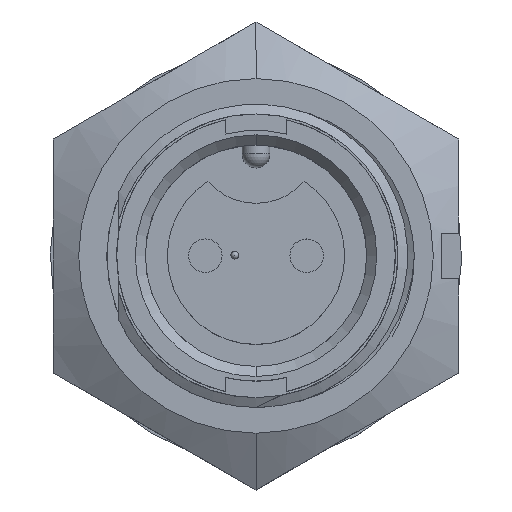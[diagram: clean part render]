
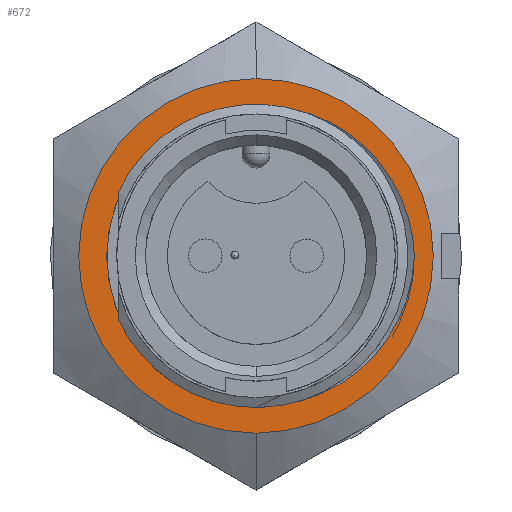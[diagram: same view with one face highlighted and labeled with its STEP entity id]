
A CAD part, top view. The second image highlights one B-rep face of the part: STEP entity #672.
In plain terms, the highlighted planar face has unit normal (0, 0, 1).
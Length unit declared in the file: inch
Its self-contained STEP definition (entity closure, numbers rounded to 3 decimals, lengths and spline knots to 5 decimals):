
#299 = EDGE_CURVE ( 'NONE', #2615, #3016, #702, .T. ) ;
#637 = EDGE_CURVE ( 'NONE', #3182, #3036, #3402, .T. ) ;
#672 = ADVANCED_FACE ( 'NONE', ( #11305, #11315 ), #7203, .F. ) ;
#676 = CIRCLE ( 'NONE', #11409, 0.35 ) ;
#702 = CIRCLE ( 'NONE', #11153, 0.35 ) ;
#738 = EDGE_CURVE ( 'NONE', #3182, #3207, #838, .T. ) ;
#779 = EDGE_CURVE ( 'NONE', #3016, #2615, #676, .T. ) ;
#838 = CIRCLE ( 'NONE', #11375, 0.2945 ) ;
#1006 = EDGE_CURVE ( 'NONE', #3036, #3207, #2189, .T. ) ;
#1428 = CARTESIAN_POINT ( 'NONE',  ( 0., 0., -0.29094 ) ) ;
#1676 = DIRECTION ( 'NONE',  ( 0., 0., -1. ) ) ;
#1725 = DIRECTION ( 'NONE',  ( 0., 1., 0. ) ) ;
#2189 = B_SPLINE_CURVE_WITH_KNOTS ( 'NONE', 3,
 ( #6570, #6566, #6565, #6567, #6564, #6562, #6561, #6563, #6559, #6558, #6560, #6556, #6555, #6557, #6553, #6552, #6554, #6550, #6549, #6551 ),
 .UNSPECIFIED., .F., .F.,
 ( 4, 2, 2, 2, 2, 2, 2, 2, 2, 4 ),
 ( 0., 0.00086, 0.00171, 0.00343, 0.00514, 0.00685, 0.00856, 0.01028, 0.01199, 0.0137 ),
 .UNSPECIFIED. ) ;
#2286 = EDGE_LOOP ( 'NONE', ( #3129, #3312, #2290 ) ) ;
#2290 = ORIENTED_EDGE ( 'NONE', *, *, #738, .F. ) ;
#2615 = VERTEX_POINT ( 'NONE', #5866 ) ;
#2946 = EDGE_LOOP ( 'NONE', ( #3304, #3107 ) ) ;
#3016 = VERTEX_POINT ( 'NONE', #11021 ) ;
#3036 = VERTEX_POINT ( 'NONE', #10833 ) ;
#3107 = ORIENTED_EDGE ( 'NONE', *, *, #779, .F. ) ;
#3129 = ORIENTED_EDGE ( 'NONE', *, *, #637, .T. ) ;
#3182 = VERTEX_POINT ( 'NONE', #10831 ) ;
#3207 = VERTEX_POINT ( 'NONE', #10990 ) ;
#3304 = ORIENTED_EDGE ( 'NONE', *, *, #299, .F. ) ;
#3312 = ORIENTED_EDGE ( 'NONE', *, *, #1006, .T. ) ;
#3402 = B_SPLINE_CURVE_WITH_KNOTS ( 'NONE', 3,
 ( #7107, #7055, #7113, #6750, #6836, #7298, #6895, #6932, #7396, #6719, #7406, #7102, #6746, #6846, #7079, #7285, #6756, #7023, #7449, #6777 ),
 .UNSPECIFIED., .F., .F.,
 ( 4, 2, 2, 2, 2, 2, 2, 2, 2, 4 ),
 ( 0., 0.00086, 0.00171, 0.00343, 0.00514, 0.00685, 0.00856, 0.01028, 0.01199, 0.0137 ),
 .UNSPECIFIED. ) ;
#3530 = DIRECTION ( 'NONE',  ( 0., -1., 0. ) ) ;
#3565 = CARTESIAN_POINT ( 'NONE',  ( 0., 0., -0.29094 ) ) ;
#3629 = DIRECTION ( 'NONE',  ( 0., 0., 1. ) ) ;
#5866 = CARTESIAN_POINT ( 'NONE',  ( 0., 0.35, -0.29094 ) ) ;
#6549 = CARTESIAN_POINT ( 'NONE',  ( -0.03594, -0.29395, -0.29094 ) ) ;
#6550 = CARTESIAN_POINT ( 'NONE',  ( -0.01383, -0.29654, -0.29094 ) ) ;
#6551 = CARTESIAN_POINT ( 'NONE',  ( -0.05788, -0.28876, -0.29094 ) ) ;
#6552 = CARTESIAN_POINT ( 'NONE',  ( 0.05334, -0.2943, -0.29094 ) ) ;
#6553 = CARTESIAN_POINT ( 'NONE',  ( 0.09675, -0.28463, -0.29094 ) ) ;
#6554 = CARTESIAN_POINT ( 'NONE',  ( 0.03074, -0.29673, -0.29094 ) ) ;
#6555 = CARTESIAN_POINT ( 'NONE',  ( 0.15857, -0.25816, -0.29094 ) ) ;
#6556 = CARTESIAN_POINT ( 'NONE',  ( 0.1778, -0.24626, -0.29094 ) ) ;
#6557 = CARTESIAN_POINT ( 'NONE',  ( 0.11786, -0.27742, -0.29094 ) ) ;
#6558 = CARTESIAN_POINT ( 'NONE',  ( 0.22923, -0.20255, -0.29094 ) ) ;
#6559 = CARTESIAN_POINT ( 'NONE',  ( 0.25734, -0.16807, -0.29094 ) ) ;
#6560 = CARTESIAN_POINT ( 'NONE',  ( 0.2131, -0.21849, -0.29094 ) ) ;
#6561 = CARTESIAN_POINT ( 'NONE',  ( 0.28976, -0.1092, -0.29094 ) ) ;
#6562 = CARTESIAN_POINT ( 'NONE',  ( 0.29757, -0.08828, -0.29094 ) ) ;
#6563 = CARTESIAN_POINT ( 'NONE',  ( 0.26947, -0.14943, -0.29094 ) ) ;
#6564 = CARTESIAN_POINT ( 'NONE',  ( 0.30585, -0.0558, -0.29094 ) ) ;
#6565 = CARTESIAN_POINT ( 'NONE',  ( 0.31119, -0.02246, -0.29094 ) ) ;
#6566 = CARTESIAN_POINT ( 'NONE',  ( 0.31215, -0.01126, -0.29094 ) ) ;
#6567 = CARTESIAN_POINT ( 'NONE',  ( 0.30804, -0.04473, -0.29094 ) ) ;
#6570 = CARTESIAN_POINT ( 'NONE',  ( 0.3125, 0., -0.29094 ) ) ;
#6719 = CARTESIAN_POINT ( 'NONE',  ( 0.15867, 0.25809, -0.29094 ) ) ;
#6746 = CARTESIAN_POINT ( 'NONE',  ( 0.22885, 0.20298, -0.29094 ) ) ;
#6750 = CARTESIAN_POINT ( 'NONE',  ( -0.01351, 0.29594, -0.29094 ) ) ;
#6756 = CARTESIAN_POINT ( 'NONE',  ( 0.29751, 0.0885, -0.29094 ) ) ;
#6777 = CARTESIAN_POINT ( 'NONE',  ( 0.3125, 0., -0.29094 ) ) ;
#6836 = CARTESIAN_POINT ( 'NONE',  ( -0.00224, 0.2966, -0.29094 ) ) ;
#6846 = CARTESIAN_POINT ( 'NONE',  ( 0.25734, 0.16811, -0.29094 ) ) ;
#6895 = CARTESIAN_POINT ( 'NONE',  ( 0.05346, 0.2943, -0.29094 ) ) ;
#6932 = CARTESIAN_POINT ( 'NONE',  ( 0.09743, 0.28445, -0.29094 ) ) ;
#7023 = CARTESIAN_POINT ( 'NONE',  ( 0.30862, 0.04496, -0.29094 ) ) ;
#7055 = CARTESIAN_POINT ( 'NONE',  ( -0.04691, 0.29136, -0.29094 ) ) ;
#7079 = CARTESIAN_POINT ( 'NONE',  ( 0.26946, 0.14941, -0.29094 ) ) ;
#7102 = CARTESIAN_POINT ( 'NONE',  ( 0.21298, 0.21858, -0.29094 ) ) ;
#7107 = CARTESIAN_POINT ( 'NONE',  ( -0.05788, 0.28876, -0.29094 ) ) ;
#7113 = CARTESIAN_POINT ( 'NONE',  ( -0.03584, 0.29331, -0.29094 ) ) ;
#7203 = PLANE ( 'NONE',  #11351 ) ;
#7285 = CARTESIAN_POINT ( 'NONE',  ( 0.28953, 0.10971, -0.29094 ) ) ;
#7298 = CARTESIAN_POINT ( 'NONE',  ( 0.03127, 0.2967, -0.29094 ) ) ;
#7335 = DIRECTION ( 'NONE',  ( 0., 1., 0. ) ) ;
#7337 = CARTESIAN_POINT ( 'NONE',  ( -0.4, 0.23094, -0.29094 ) ) ;
#7338 = DIRECTION ( 'NONE',  ( 0., 0., -1. ) ) ;
#7396 = CARTESIAN_POINT ( 'NONE',  ( 0.11846, 0.27717, -0.29094 ) ) ;
#7406 = CARTESIAN_POINT ( 'NONE',  ( 0.178, 0.24611, -0.29094 ) ) ;
#7449 = CARTESIAN_POINT ( 'NONE',  ( 0.3118, 0.02252, -0.29094 ) ) ;
#8334 = CARTESIAN_POINT ( 'NONE',  ( 0., 0., -0.29094 ) ) ;
#8802 = DIRECTION ( 'NONE',  ( 0., 0., -1. ) ) ;
#8915 = DIRECTION ( 'NONE',  ( 0., 1., 0. ) ) ;
#10831 = CARTESIAN_POINT ( 'NONE',  ( -0.05788, 0.28876, -0.29094 ) ) ;
#10833 = CARTESIAN_POINT ( 'NONE',  ( 0.3125, 0., -0.29094 ) ) ;
#10990 = CARTESIAN_POINT ( 'NONE',  ( -0.05788, -0.28876, -0.29094 ) ) ;
#11021 = CARTESIAN_POINT ( 'NONE',  ( 0., -0.35, -0.29094 ) ) ;
#11153 = AXIS2_PLACEMENT_3D ( 'NONE', #8334, #8802, #8915 ) ;
#11305 = FACE_BOUND ( 'NONE', #2286, .T. ) ;
#11315 = FACE_OUTER_BOUND ( 'NONE', #2946, .T. ) ;
#11351 = AXIS2_PLACEMENT_3D ( 'NONE', #7337, #7338, #7335 ) ;
#11375 = AXIS2_PLACEMENT_3D ( 'NONE', #3565, #3629, #3530 ) ;
#11409 = AXIS2_PLACEMENT_3D ( 'NONE', #1428, #1676, #1725 ) ;
